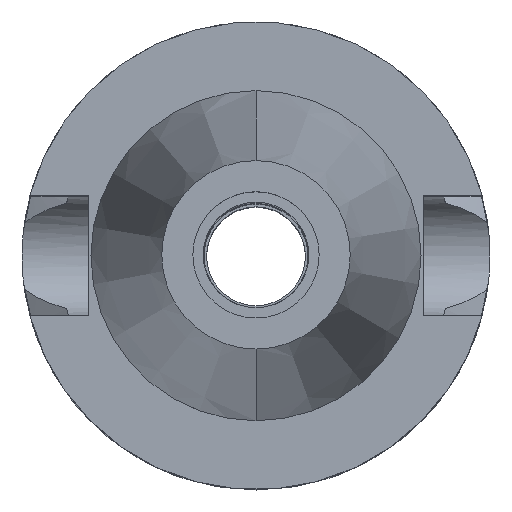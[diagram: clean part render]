
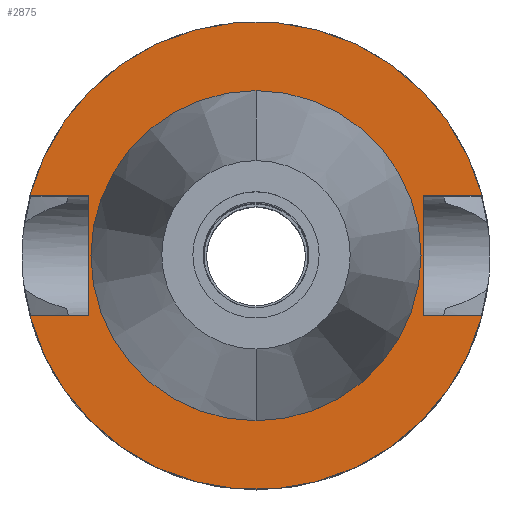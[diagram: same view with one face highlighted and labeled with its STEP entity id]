
A CAD part, top view. The second image highlights one B-rep face of the part: STEP entity #2875.
In plain terms, the highlighted planar face has unit normal (0, 0, 1).
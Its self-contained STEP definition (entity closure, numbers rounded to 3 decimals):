
#19 = VERTEX_POINT ( 'NONE', #2946 ) ;
#36 = VERTEX_POINT ( 'NONE', #2688 ) ;
#109 = VECTOR ( 'NONE', #2212, 1000. ) ;
#181 = VECTOR ( 'NONE', #1357, 1000. ) ;
#194 = EDGE_CURVE ( 'NONE', #349, #2013, #3133, .T. ) ;
#206 = DIRECTION ( 'NONE',  ( 0., -1., 0. ) ) ;
#234 = CARTESIAN_POINT ( 'NONE',  ( 0., 0., -1. ) ) ;
#237 = LINE ( 'NONE', #2421, #2409 ) ;
#239 = LINE ( 'NONE', #2694, #109 ) ;
#251 = CARTESIAN_POINT ( 'NONE',  ( 22.5, 8.05, -1. ) ) ;
#286 = CARTESIAN_POINT ( 'NONE',  ( -22.5, 8.05, -1. ) ) ;
#291 = CARTESIAN_POINT ( 'NONE',  ( 30.454, -8.05, -1. ) ) ;
#349 = VERTEX_POINT ( 'NONE', #1911 ) ;
#352 = FACE_OUTER_BOUND ( 'NONE', #2185, .T. ) ;
#371 = CIRCLE ( 'NONE', #1590, 22.225 ) ;
#397 = CARTESIAN_POINT ( 'NONE',  ( 0., 0., -1. ) ) ;
#490 = CARTESIAN_POINT ( 'NONE',  ( -22.5, -8.05, -1. ) ) ;
#495 = DIRECTION ( 'NONE',  ( 0., 0., -1. ) ) ;
#519 = VERTEX_POINT ( 'NONE', #2321 ) ;
#559 = ORIENTED_EDGE ( 'NONE', *, *, #2693, .F. ) ;
#663 = VERTEX_POINT ( 'NONE', #2608 ) ;
#668 = EDGE_CURVE ( 'NONE', #349, #36, #1146, .T. ) ;
#736 = DIRECTION ( 'NONE',  ( 0., 0., 1. ) ) ;
#828 = LINE ( 'NONE', #1342, #181 ) ;
#830 = VERTEX_POINT ( 'NONE', #286 ) ;
#868 = VERTEX_POINT ( 'NONE', #490 ) ;
#951 = DIRECTION ( 'NONE',  ( 0., 0., 1. ) ) ;
#964 = CIRCLE ( 'NONE', #2753, 22.225 ) ;
#1146 = LINE ( 'NONE', #1196, #1274 ) ;
#1193 = EDGE_CURVE ( 'NONE', #19, #1466, #371, .T. ) ;
#1196 = CARTESIAN_POINT ( 'NONE',  ( 22.5, 8.05, -1. ) ) ;
#1274 = VECTOR ( 'NONE', #206, 1000. ) ;
#1278 = ORIENTED_EDGE ( 'NONE', *, *, #3131, .F. ) ;
#1285 = ORIENTED_EDGE ( 'NONE', *, *, #2164, .F. ) ;
#1302 = FACE_BOUND ( 'NONE', #1541, .T. ) ;
#1342 = CARTESIAN_POINT ( 'NONE',  ( -22.5, -8.05, -1. ) ) ;
#1357 = DIRECTION ( 'NONE',  ( -1., 0., 0. ) ) ;
#1397 = CARTESIAN_POINT ( 'NONE',  ( 0., -22.225, -1. ) ) ;
#1431 = AXIS2_PLACEMENT_3D ( 'NONE', #1552, #2544, #2761 ) ;
#1466 = VERTEX_POINT ( 'NONE', #1397 ) ;
#1477 = DIRECTION ( 'NONE',  ( 0., 1., 0. ) ) ;
#1498 = DIRECTION ( 'NONE',  ( 0., 0., -1. ) ) ;
#1506 = EDGE_CURVE ( 'NONE', #868, #663, #828, .T. ) ;
#1521 = PLANE ( 'NONE',  #1431 ) ;
#1524 = ORIENTED_EDGE ( 'NONE', *, *, #194, .T. ) ;
#1541 = EDGE_LOOP ( 'NONE', ( #3101, #2290 ) ) ;
#1552 = CARTESIAN_POINT ( 'NONE',  ( 0., 0., -1. ) ) ;
#1590 = AXIS2_PLACEMENT_3D ( 'NONE', #397, #736, #1715 ) ;
#1676 = DIRECTION ( 'NONE',  ( -1., 0., 0. ) ) ;
#1715 = DIRECTION ( 'NONE',  ( 0., 1., 0. ) ) ;
#1723 = DIRECTION ( 'NONE',  ( 1., 0., 0. ) ) ;
#1737 = EDGE_CURVE ( 'NONE', #36, #2839, #2933, .T. ) ;
#1745 = CARTESIAN_POINT ( 'NONE',  ( 0., 0., -1. ) ) ;
#1884 = ORIENTED_EDGE ( 'NONE', *, *, #1506, .T. ) ;
#1911 = CARTESIAN_POINT ( 'NONE',  ( 22.5, 8.05, -1. ) ) ;
#1980 = CARTESIAN_POINT ( 'NONE',  ( 22.5, -8.05, -1. ) ) ;
#2013 = VERTEX_POINT ( 'NONE', #2367 ) ;
#2164 = EDGE_CURVE ( 'NONE', #2839, #663, #2505, .T. ) ;
#2174 = DIRECTION ( 'NONE',  ( 0., -1., 0. ) ) ;
#2185 = EDGE_LOOP ( 'NONE', ( #1884, #1285, #2411, #2346, #1524, #3119, #559, #1278 ) ) ;
#2200 = AXIS2_PLACEMENT_3D ( 'NONE', #1745, #495, #1477 ) ;
#2212 = DIRECTION ( 'NONE',  ( 0., 1., 0. ) ) ;
#2217 = EDGE_CURVE ( 'NONE', #519, #2013, #2958, .T. ) ;
#2245 = AXIS2_PLACEMENT_3D ( 'NONE', #234, #1498, #2674 ) ;
#2290 = ORIENTED_EDGE ( 'NONE', *, *, #2734, .F. ) ;
#2321 = CARTESIAN_POINT ( 'NONE',  ( -30.454, 8.05, -1. ) ) ;
#2346 = ORIENTED_EDGE ( 'NONE', *, *, #668, .F. ) ;
#2358 = VECTOR ( 'NONE', #2669, 1000. ) ;
#2367 = CARTESIAN_POINT ( 'NONE',  ( 30.454, 8.05, -1. ) ) ;
#2409 = VECTOR ( 'NONE', #1676, 1000. ) ;
#2411 = ORIENTED_EDGE ( 'NONE', *, *, #1737, .F. ) ;
#2421 = CARTESIAN_POINT ( 'NONE',  ( -22.5, 8.05, -1. ) ) ;
#2505 = CIRCLE ( 'NONE', #2245, 31.5 ) ;
#2544 = DIRECTION ( 'NONE',  ( 0., 0., -1. ) ) ;
#2608 = CARTESIAN_POINT ( 'NONE',  ( -30.454, -8.05, -1. ) ) ;
#2669 = DIRECTION ( 'NONE',  ( 1., 0., 0. ) ) ;
#2674 = DIRECTION ( 'NONE',  ( 0., -1., 0. ) ) ;
#2688 = CARTESIAN_POINT ( 'NONE',  ( 22.5, -8.05, -1. ) ) ;
#2693 = EDGE_CURVE ( 'NONE', #830, #519, #237, .T. ) ;
#2694 = CARTESIAN_POINT ( 'NONE',  ( -22.5, -8.05, -1. ) ) ;
#2734 = EDGE_CURVE ( 'NONE', #1466, #19, #964, .T. ) ;
#2753 = AXIS2_PLACEMENT_3D ( 'NONE', #2889, #951, #2174 ) ;
#2761 = DIRECTION ( 'NONE',  ( 0., -1., 0. ) ) ;
#2839 = VERTEX_POINT ( 'NONE', #291 ) ;
#2850 = VECTOR ( 'NONE', #1723, 1000. ) ;
#2875 = ADVANCED_FACE ( 'NONE', ( #352, #1302 ), #1521, .F. ) ;
#2889 = CARTESIAN_POINT ( 'NONE',  ( 0., 0., -1. ) ) ;
#2933 = LINE ( 'NONE', #1980, #2850 ) ;
#2946 = CARTESIAN_POINT ( 'NONE',  ( 0., 22.225, -1. ) ) ;
#2958 = CIRCLE ( 'NONE', #2200, 31.5 ) ;
#3101 = ORIENTED_EDGE ( 'NONE', *, *, #1193, .F. ) ;
#3119 = ORIENTED_EDGE ( 'NONE', *, *, #2217, .F. ) ;
#3131 = EDGE_CURVE ( 'NONE', #868, #830, #239, .T. ) ;
#3133 = LINE ( 'NONE', #251, #2358 ) ;
